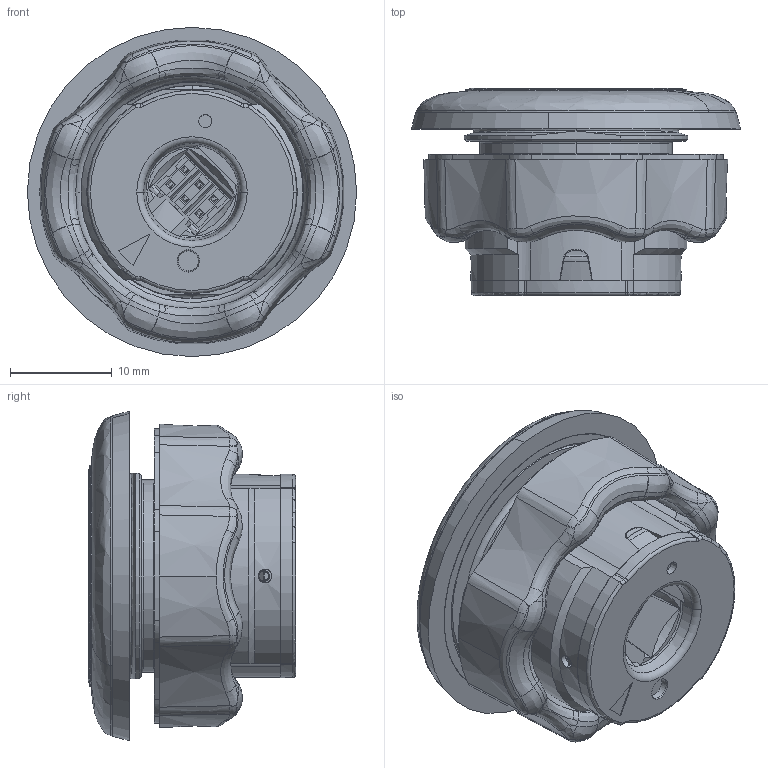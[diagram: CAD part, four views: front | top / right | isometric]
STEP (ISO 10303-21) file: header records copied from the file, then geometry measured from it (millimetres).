
FILE_DESCRIPTION (( 'STEP AP203' ), '1' );
FILE_NAME ('CAP001532-00.STEP', '2022-02-18T13:51:34', ( '' ), ( '' ), 'SwSTEP 2.0', 'SolidWorks 2020', '' );
FILE_SCHEMA (( 'CONFIG_CONTROL_DESIGN' ));
Length unit declared in the file: millimetre
Products named in the file (1): CAP001532-00
Bounding box: 32.44 x 20.4 x 32.44 mm (x, y, z)
Volume: 9856.1 mm3; surface area: 7093.8 mm2
Topology: 3 solids, 6 shells, 736 faces, 1815 edges, 1119 vertices
Faces by surface type: plane 296, bspline 161, cone 129, cylinder 103, torus 43, sphere 4
Entity records: 27525 total; most frequent: CARTESIAN_POINT 11362, ORIENTED_EDGE 3630, DIRECTION 2971, EDGE_CURVE 1815, VERTEX_POINT 1119, AXIS2_PLACEMENT_3D 1088, VECTOR 795, LINE 795
